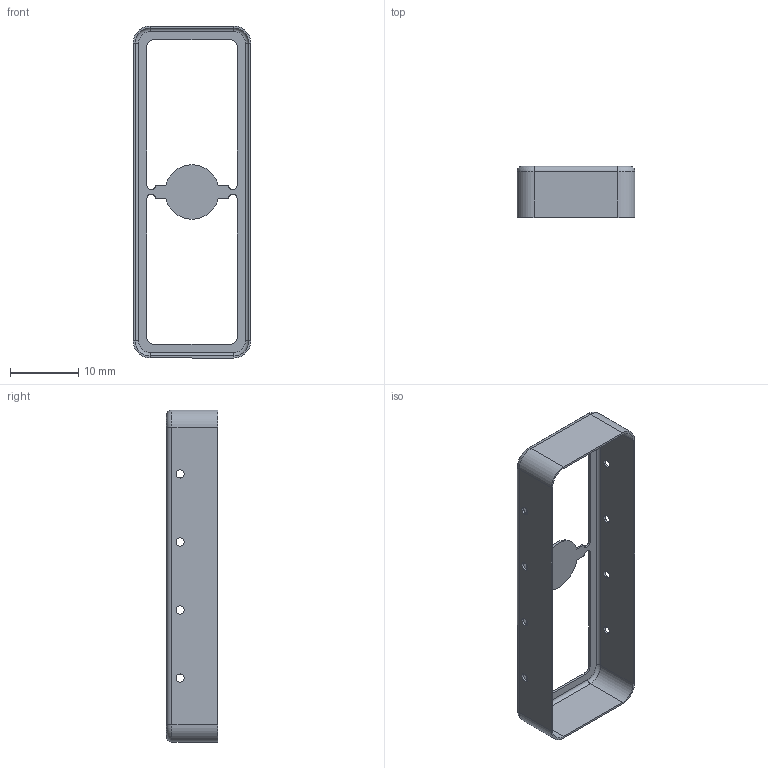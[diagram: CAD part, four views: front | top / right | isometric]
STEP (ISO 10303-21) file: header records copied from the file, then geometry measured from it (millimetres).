
FILE_DESCRIPTION (( 'STEP AP203' ), '1' );
FILE_NAME ('MS488-10F.STEP', '2024-04-17T07:16:12', ( '' ), ( '' ), 'SwSTEP 2.0', 'SolidWorks 2023', '' );
FILE_SCHEMA (( 'CONFIG_CONTROL_DESIGN' ));
Length unit declared in the file: millimetre
Products named in the file (1): MS488-10F
Bounding box: 17.3 x 7.5 x 48.8 mm (x, y, z)
Volume: 351.5 mm3; surface area: 2434.4 mm2
Topology: 1 solids, 1 shells, 85 faces, 217 edges, 134 vertices
Faces by surface type: cylinder 49, plane 28, torus 8
Entity records: 2698 total; most frequent: DIRECTION 495, CARTESIAN_POINT 437, ORIENTED_EDGE 434, EDGE_CURVE 217, AXIS2_PLACEMENT_3D 192, VERTEX_POINT 134, VECTOR 111, LINE 111
